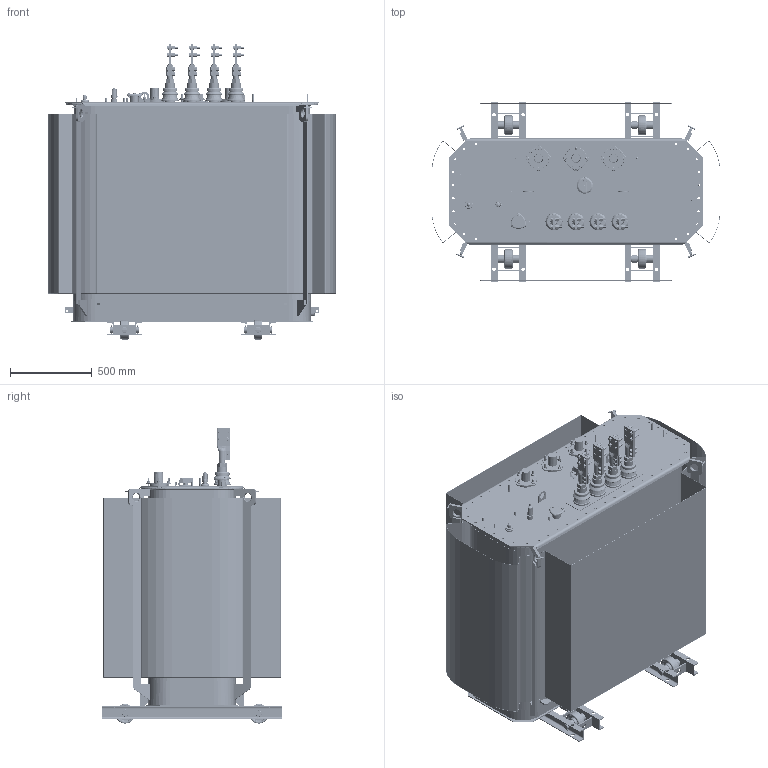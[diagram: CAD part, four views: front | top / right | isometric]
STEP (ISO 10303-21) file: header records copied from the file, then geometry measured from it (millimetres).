
FILE_DESCRIPTION(/* description */ (''),/* implementation_level */ '2;1');
FILE_NAME(/* name */ 'ТМГ-1000-20.stp',/* time_stamp */ '2019-05-14T13:44:03+03:00',/* author */ ('54405'),/* organization */ (''),/* preprocessor_version */ 'ST-DEVELOPER v15.2',/* originating_system */ 'Autodesk Inventor 2014',/* authorisation */ '');
FILE_SCHEMA (('AUTOMOTIVE_DESIGN { 1 0 10303 214 3 1 1 }'));
Products named in the file (1): ВИЕЛ.672.333.006 \X2\0422041C0413
\X0\-1000-20_Shrinkwrap_1
Bounding box: 1769.05 x 1100 x 1811 mm (x, y, z)
Volume: 44305256.4 mm3; surface area: 26380236.2 mm2
Topology: 51 solids, 88 shells, 7989 faces, 20415 edges, 13029 vertices
Faces by surface type: plane 3707, cylinder 2246, torus 985, bspline 619, cone 376, sphere 56
Full cylindrical faces by diameter (mm): 1.6 x2, 1.827 x2, 2 x24, 3 x2, 3.1 x2, 4 x2, 4.134 x1, 4.917 x1, 4.95 x1, 5 x1, 5.5 x1, 6 x12, 6.2 x5, 6.5 x1, 7.1 x2, 7.5 x1, 7.92 x3, 8 x6, 8.4 x6, 8.5 x3, 8.746 x22, 9 x7, 10 x28, 10.5 x32, 11.88 x24, 12 x48, 13 x84, 14 x100, 14.1 x2, 14.2 x1
Entity records: 279778 total; most frequent: CARTESIAN_POINT 89550, ORIENTED_EDGE 37460, DIRECTION 36236, EDGE_CURVE 18706, AXIS2_PLACEMENT_3D 13938, VERTEX_POINT 12680, EDGE_LOOP 10541, LINE 8360
